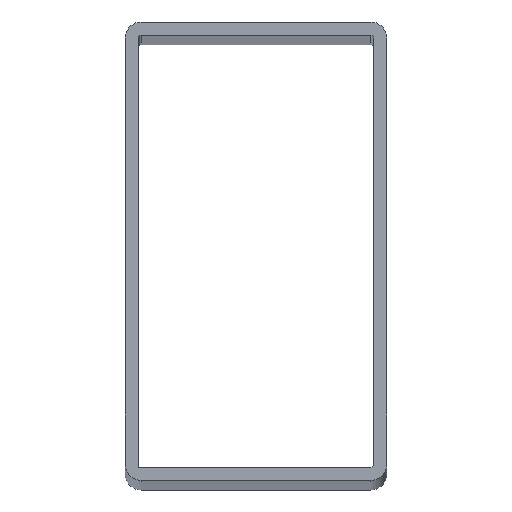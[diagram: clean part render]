
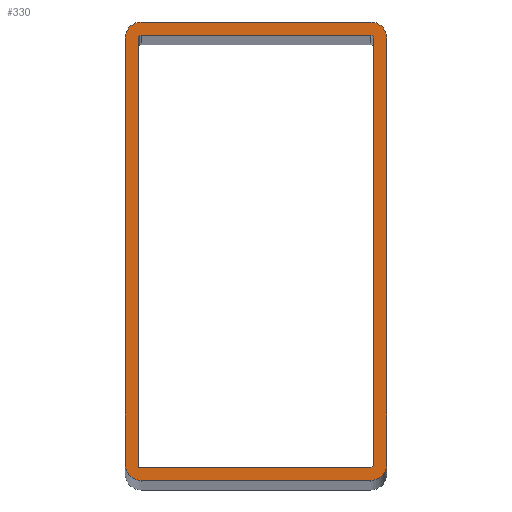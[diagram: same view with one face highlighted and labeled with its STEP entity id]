
A CAD part, top view. The second image highlights one B-rep face of the part: STEP entity #330.
In plain terms, the highlighted planar face has unit normal (0, 0, 1).
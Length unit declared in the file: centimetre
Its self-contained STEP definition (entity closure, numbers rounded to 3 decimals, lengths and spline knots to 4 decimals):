
#19=FACE_BOUND('',#65,.T.);
#29=PLANE('',#363);
#46=FACE_OUTER_BOUND('',#64,.T.);
#64=EDGE_LOOP('',(#292,#293,#294,#295,#296,#297,#298,#299));
#65=EDGE_LOOP('',(#300,#301,#302,#303,#304,#305,#306));
#66=CIRCLE('',#334,0.05);
#68=CIRCLE('',#338,0.05);
#70=CIRCLE('',#343,0.05);
#76=CIRCLE('',#352,0.25);
#77=CIRCLE('',#355,0.25);
#78=CIRCLE('',#358,0.25);
#79=CIRCLE('',#361,0.25);
#83=LINE('',#473,#114);
#87=LINE('',#485,#118);
#90=LINE('',#491,#121);
#93=LINE('',#500,#124);
#102=LINE('',#528,#133);
#105=LINE('',#536,#136);
#108=LINE('',#544,#139);
#110=LINE('',#550,#141);
#114=VECTOR('',#377,6.5);
#118=VECTOR('',#389,3.55);
#121=VECTOR('',#394,6.55);
#124=VECTOR('',#405,3.5);
#133=VECTOR('',#430,3.5);
#136=VECTOR('',#439,6.5);
#139=VECTOR('',#448,3.5);
#141=VECTOR('',#456,6.5);
#142=VERTEX_POINT('',#461);
#144=VERTEX_POINT('',#464);
#147=VERTEX_POINT('',#471);
#148=VERTEX_POINT('',#476);
#151=VERTEX_POINT('',#483);
#153=VERTEX_POINT('',#489);
#154=VERTEX_POINT('',#494);
#164=VERTEX_POINT('',#520);
#165=VERTEX_POINT('',#522);
#166=VERTEX_POINT('',#526);
#167=VERTEX_POINT('',#530);
#168=VERTEX_POINT('',#534);
#169=VERTEX_POINT('',#538);
#170=VERTEX_POINT('',#542);
#171=VERTEX_POINT('',#546);
#173=EDGE_CURVE('',#142,#144,#66,.T.);
#177=EDGE_CURVE('',#142,#147,#83,.T.);
#180=EDGE_CURVE('',#148,#147,#68,.T.);
#183=EDGE_CURVE('',#148,#151,#87,.T.);
#186=EDGE_CURVE('',#151,#153,#90,.T.);
#189=EDGE_CURVE('',#154,#153,#70,.T.);
#191=EDGE_CURVE('',#154,#144,#93,.T.);
#202=EDGE_CURVE('',#164,#165,#76,.T.);
#205=EDGE_CURVE('',#164,#166,#102,.T.);
#207=EDGE_CURVE('',#167,#166,#77,.T.);
#209=EDGE_CURVE('',#167,#168,#105,.T.);
#211=EDGE_CURVE('',#169,#168,#78,.T.);
#213=EDGE_CURVE('',#169,#170,#108,.T.);
#215=EDGE_CURVE('',#171,#170,#79,.T.);
#216=EDGE_CURVE('',#171,#165,#110,.T.);
#292=ORIENTED_EDGE('',*,*,#202,.F.);
#293=ORIENTED_EDGE('',*,*,#205,.T.);
#294=ORIENTED_EDGE('',*,*,#207,.F.);
#295=ORIENTED_EDGE('',*,*,#209,.T.);
#296=ORIENTED_EDGE('',*,*,#211,.F.);
#297=ORIENTED_EDGE('',*,*,#213,.T.);
#298=ORIENTED_EDGE('',*,*,#215,.F.);
#299=ORIENTED_EDGE('',*,*,#216,.T.);
#300=ORIENTED_EDGE('',*,*,#173,.F.);
#301=ORIENTED_EDGE('',*,*,#177,.T.);
#302=ORIENTED_EDGE('',*,*,#180,.F.);
#303=ORIENTED_EDGE('',*,*,#183,.T.);
#304=ORIENTED_EDGE('',*,*,#186,.T.);
#305=ORIENTED_EDGE('',*,*,#189,.F.);
#306=ORIENTED_EDGE('',*,*,#191,.T.);
#330=ADVANCED_FACE('',(#46,#19),#29,.T.);
#334=AXIS2_PLACEMENT_3D('',#465,#369,#370);
#338=AXIS2_PLACEMENT_3D('',#479,#382,#383);
#343=AXIS2_PLACEMENT_3D('',#497,#399,#400);
#352=AXIS2_PLACEMENT_3D('',#523,#424,#425);
#355=AXIS2_PLACEMENT_3D('',#532,#434,#435);
#358=AXIS2_PLACEMENT_3D('',#540,#443,#444);
#361=AXIS2_PLACEMENT_3D('',#548,#452,#453);
#363=AXIS2_PLACEMENT_3D('',#551,#457,#458);
#369=DIRECTION('center_axis',(0.,0.,1.));
#370=DIRECTION('ref_axis',(1.,0.,0.));
#377=DIRECTION('',(0.,-1.,0.));
#382=DIRECTION('center_axis',(0.,0.,1.));
#383=DIRECTION('ref_axis',(0.,-1.,0.));
#389=DIRECTION('',(-1.,0.,0.));
#394=DIRECTION('',(0.,1.,0.));
#399=DIRECTION('center_axis',(0.,0.,1.));
#400=DIRECTION('ref_axis',(0.,1.,0.));
#405=DIRECTION('',(1.,0.,0.));
#424=DIRECTION('center_axis',(0.,0.,-1.));
#425=DIRECTION('ref_axis',(0.,1.,0.));
#430=DIRECTION('',(-1.,0.,0.));
#434=DIRECTION('center_axis',(0.,0.,-1.));
#435=DIRECTION('ref_axis',(-1.,0.,0.));
#439=DIRECTION('',(0.,-1.,0.));
#443=DIRECTION('center_axis',(0.,0.,-1.));
#444=DIRECTION('ref_axis',(0.,-1.,0.));
#448=DIRECTION('',(1.,0.,0.));
#452=DIRECTION('center_axis',(0.,0.,-1.));
#453=DIRECTION('ref_axis',(1.,0.,0.));
#456=DIRECTION('',(0.,1.,0.));
#457=DIRECTION('center_axis',(0.,0.,1.));
#458=DIRECTION('ref_axis',(1.,0.,0.));
#461=CARTESIAN_POINT('',(209.95,3.25,41.75));
#464=CARTESIAN_POINT('',(209.9,3.3,41.75));
#465=CARTESIAN_POINT('Origin',(209.9,3.25,41.75));
#471=CARTESIAN_POINT('',(209.95,-3.25,41.75));
#473=CARTESIAN_POINT('',(209.95,3.25,41.75));
#476=CARTESIAN_POINT('',(209.9,-3.3,41.75));
#479=CARTESIAN_POINT('Origin',(209.9,-3.25,41.75));
#483=CARTESIAN_POINT('',(206.35,-3.3,41.75));
#485=CARTESIAN_POINT('',(209.9,-3.3,41.75));
#489=CARTESIAN_POINT('',(206.35,3.25,41.75));
#491=CARTESIAN_POINT('',(206.35,-3.3,41.75));
#494=CARTESIAN_POINT('',(206.4,3.3,41.75));
#497=CARTESIAN_POINT('Origin',(206.4,3.25,41.75));
#500=CARTESIAN_POINT('',(206.4,3.3,41.75));
#520=CARTESIAN_POINT('',(209.9,3.5,41.75));
#522=CARTESIAN_POINT('',(210.15,3.25,41.75));
#523=CARTESIAN_POINT('Origin',(209.9,3.25,41.75));
#526=CARTESIAN_POINT('',(206.4,3.5,41.75));
#528=CARTESIAN_POINT('',(209.9,3.5,41.75));
#530=CARTESIAN_POINT('',(206.15,3.25,41.75));
#532=CARTESIAN_POINT('Origin',(206.4,3.25,41.75));
#534=CARTESIAN_POINT('',(206.15,-3.25,41.75));
#536=CARTESIAN_POINT('',(206.15,3.25,41.75));
#538=CARTESIAN_POINT('',(206.4,-3.5,41.75));
#540=CARTESIAN_POINT('Origin',(206.4,-3.25,41.75));
#542=CARTESIAN_POINT('',(209.9,-3.5,41.75));
#544=CARTESIAN_POINT('',(206.4,-3.5,41.75));
#546=CARTESIAN_POINT('',(210.15,-3.25,41.75));
#548=CARTESIAN_POINT('Origin',(209.9,-3.25,41.75));
#550=CARTESIAN_POINT('',(210.15,-3.25,41.75));
#551=CARTESIAN_POINT('Origin',(208.15,0.,41.75));
